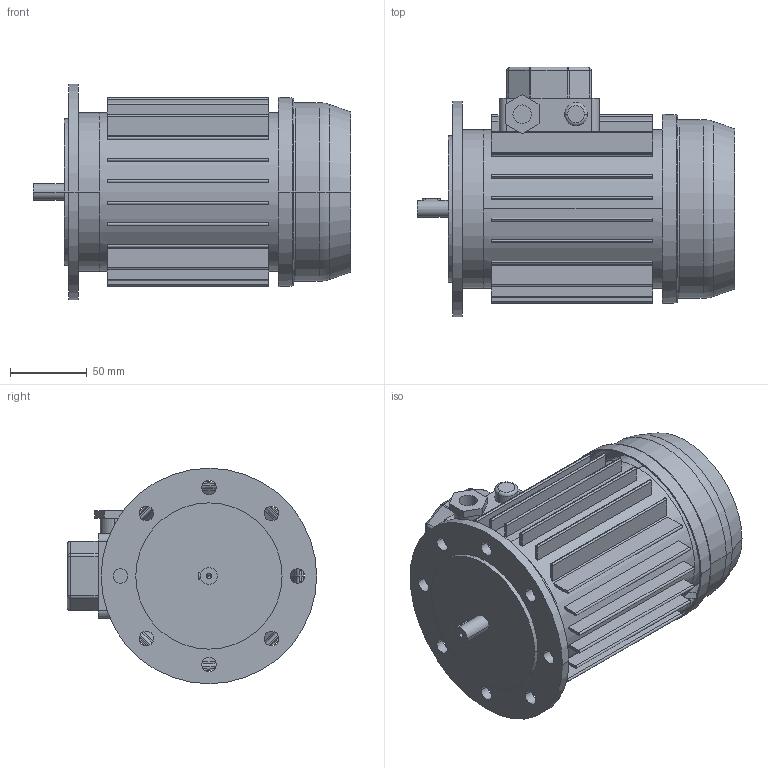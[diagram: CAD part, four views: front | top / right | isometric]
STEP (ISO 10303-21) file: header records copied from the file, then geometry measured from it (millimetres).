
FILE_DESCRIPTION (( 'STEP AP214' ), '1' );
FILE_NAME ('Motor 63 con brida B5.STEP', '2009-04-28T16:34:42', ( 'Enginy' ), ( 'Usuario' ), 'SwSTEP 2.0', 'SolidWorks 2009', '' );
FILE_SCHEMA (( 'AUTOMOTIVE_DESIGN' ));
Length unit declared in the file: millimetre
Products named in the file (4): Brida B-5 para motor 63; Cuerpo 63 (para brida B-5 , B-14); Tapa 63 ( para brida B5 y B14); Motor 63 con brida B5
Assembly tree (3 placements, depth 2):
  Motor 63 con brida B5
    Brida B-5 para motor 63
    Tapa 63 ( para brida B5 y B14)
    Cuerpo 63 (para brida B-5 , B-14)
Bounding box: 206 x 162 x 140 mm (x, y, z)
Volume: 1658810.8 mm3; surface area: 212677.5 mm2
Topology: 3 solids, 3 shells, 434 faces, 1149 edges, 743 vertices
Faces by surface type: plane 302, cylinder 96, cone 14, torus 14, sphere 8
Entity records: 13740 total; most frequent: CARTESIAN_POINT 2442, DIRECTION 2297, ORIENTED_EDGE 2278, EDGE_CURVE 1139, LINE 845, VECTOR 845, VERTEX_POINT 743, AXIS2_PLACEMENT_3D 726
